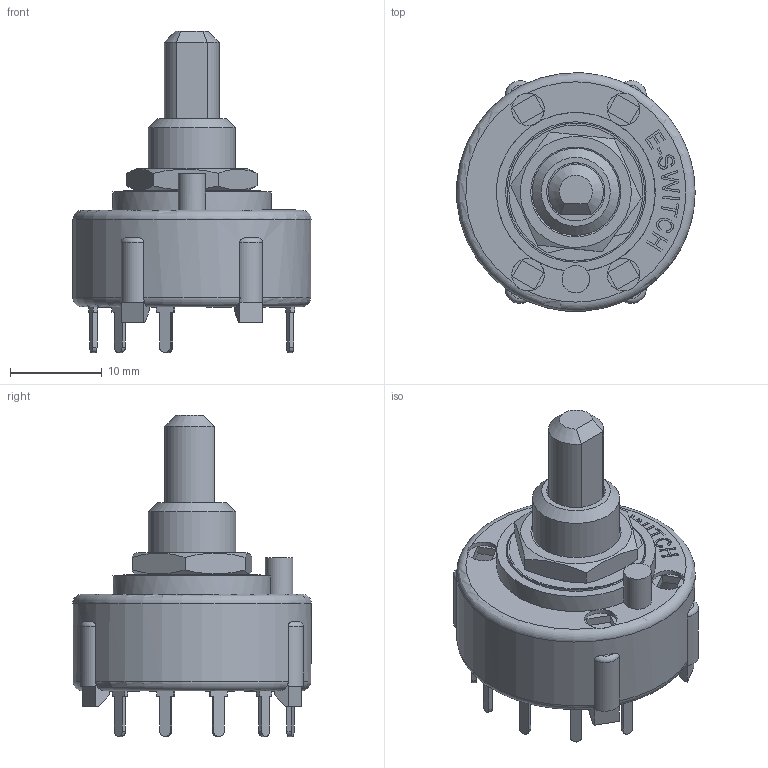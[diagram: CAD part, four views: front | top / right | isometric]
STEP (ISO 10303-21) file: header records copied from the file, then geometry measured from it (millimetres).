
FILE_DESCRIPTION((''),'2;1');
FILE_NAME('KC15A9.501xPx.stp','2013-08-23T09:38:28',('epieh'),(''),'Autodesk Inventor 2012','Autodesk Inventor 2012','');
FILE_SCHEMA(('AUTOMOTIVE_DESIGN { 1 0 10303 214 1 1 1 1 }'));
Length unit declared in the file: millimetre
Products named in the file (7): G510602; KC BODY; KC TERM P 15; Hex Jam Nut - UNF (Fine Thread - Inch) 3/8 - 24; WASHER; LOCK RING; KC ACTUATOR A9_5
Assembly tree (6 placements, depth 2):
  G510602
    KC BODY
    KC TERM P 15
    Hex Jam Nut - UNF (Fine Thread - Inch) 3/8 - 24
    WASHER
    LOCK RING
    KC ACTUATOR A9_5
Bounding box: 25.96 x 25.98 x 35 mm (x, y, z)
Volume: 3254.4 mm3; surface area: 5492.4 mm2
Topology: 12 solids, 12 shells, 663 faces, 1751 edges, 1146 vertices
Faces by surface type: plane 444, bspline 164, cylinder 36, torus 13, cone 6
Full cylindrical faces by diameter (mm): 3 x1, 3.55 x4, 6.35 x1, 8.661 x1, 9.5 x1, 10.25 x1, 10.312 x1, 15 x1, 15.3 x1, 24 x1, 26 x1
Entity records: 21542 total; most frequent: CARTESIAN_POINT 6027, ORIENTED_EDGE 3444, DIRECTION 2490, EDGE_CURVE 1722, VECTOR 1242, LINE 1242, VERTEX_POINT 1137, EDGE_LOOP 789
